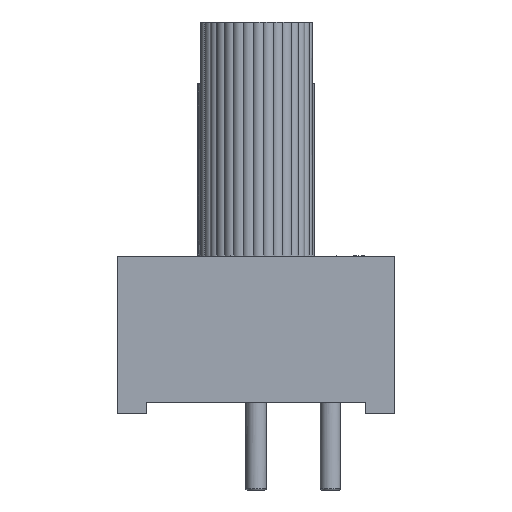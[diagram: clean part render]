
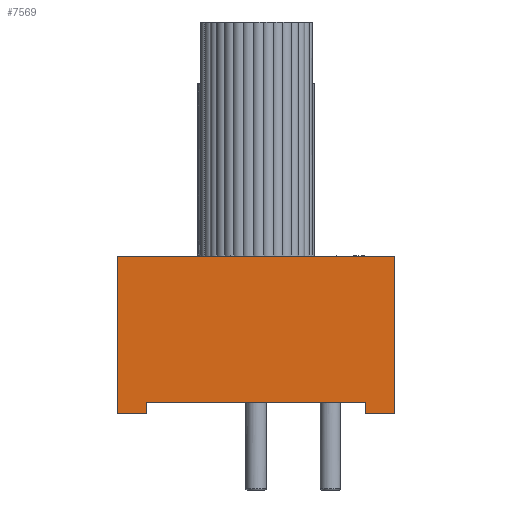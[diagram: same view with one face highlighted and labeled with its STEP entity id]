
A CAD part, left-side view. The second image highlights one B-rep face of the part: STEP entity #7569.
In plain terms, the highlighted free-form (B-spline) face has degree [1, 1] with [2, 2] control points.
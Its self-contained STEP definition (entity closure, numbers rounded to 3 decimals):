
#2695 = VERTEX_POINT('',#2696);
#2696 = CARTESIAN_POINT('',(-5.509,-4.349,0.));
#2701 = EDGE_CURVE('',#2695,#2702,#2704,.T.);
#2702 = VERTEX_POINT('',#2703);
#2703 = CARTESIAN_POINT('',(-5.509,4.349,0.));
#2704 = B_SPLINE_CURVE_WITH_KNOTS('',1,(#2705,#2706),.UNSPECIFIED.,.F.,
  .F.,(2,2),(1.,8.5),.PIECEWISE_BEZIER_KNOTS.);
#2705 = CARTESIAN_POINT('',(-5.509,-4.349,0.));
#2706 = CARTESIAN_POINT('',(-5.509,4.349,0.));
#3188 = EDGE_CURVE('',#3189,#3191,#3193,.T.);
#3189 = VERTEX_POINT('',#3190);
#3190 = CARTESIAN_POINT('',(-5.509,-5.509,
    -0.441));
#3191 = VERTEX_POINT('',#3192);
#3192 = CARTESIAN_POINT('',(-5.509,-5.509,
    5.799));
#3193 = B_SPLINE_CURVE_WITH_KNOTS('',1,(#3194,#3195),.UNSPECIFIED.,.F.,
  .F.,(2,2),(-0.38,5.),.PIECEWISE_BEZIER_KNOTS.);
#3194 = CARTESIAN_POINT('',(-5.509,-5.509,
    -0.441));
#3195 = CARTESIAN_POINT('',(-5.509,-5.509,
    5.799));
#3217 = VERTEX_POINT('',#3218);
#3218 = CARTESIAN_POINT('',(-5.509,5.509,
    5.799));
#3225 = EDGE_CURVE('',#3191,#3217,#3226,.T.);
#3226 = B_SPLINE_CURVE_WITH_KNOTS('',1,(#3227,#3228),.UNSPECIFIED.,.F.,
  .F.,(2,2),(0.,9.5),.PIECEWISE_BEZIER_KNOTS.);
#3227 = CARTESIAN_POINT('',(-5.509,-5.509,
    5.799));
#3228 = CARTESIAN_POINT('',(-5.509,5.509,
    5.799));
#7569 = ADVANCED_FACE('',(#7570),#7606,.T.);
#7570 = FACE_BOUND('',#7571,.T.);
#7571 = EDGE_LOOP('',(#7572,#7573,#7574,#7581,#7588,#7593,#7594,#7601));
#7572 = ORIENTED_EDGE('',*,*,#3188,.T.);
#7573 = ORIENTED_EDGE('',*,*,#3225,.T.);
#7574 = ORIENTED_EDGE('',*,*,#7575,.F.);
#7575 = EDGE_CURVE('',#7576,#3217,#7578,.T.);
#7576 = VERTEX_POINT('',#7577);
#7577 = CARTESIAN_POINT('',(-5.509,5.509,
    -0.441));
#7578 = B_SPLINE_CURVE_WITH_KNOTS('',1,(#7579,#7580),.UNSPECIFIED.,.F.,
  .F.,(2,2),(-0.38,5.),.PIECEWISE_BEZIER_KNOTS.);
#7579 = CARTESIAN_POINT('',(-5.509,5.509,
    -0.441));
#7580 = CARTESIAN_POINT('',(-5.509,5.509,
    5.799));
#7581 = ORIENTED_EDGE('',*,*,#7582,.F.);
#7582 = EDGE_CURVE('',#7583,#7576,#7585,.T.);
#7583 = VERTEX_POINT('',#7584);
#7584 = CARTESIAN_POINT('',(-5.509,4.349,
    -0.441));
#7585 = B_SPLINE_CURVE_WITH_KNOTS('',1,(#7586,#7587),.UNSPECIFIED.,.F.,
  .F.,(2,2),(-1.,0.),.PIECEWISE_BEZIER_KNOTS.);
#7586 = CARTESIAN_POINT('',(-5.509,4.349,
    -0.441));
#7587 = CARTESIAN_POINT('',(-5.509,5.509,
    -0.441));
#7588 = ORIENTED_EDGE('',*,*,#7589,.T.);
#7589 = EDGE_CURVE('',#7583,#2702,#7590,.T.);
#7590 = B_SPLINE_CURVE_WITH_KNOTS('',1,(#7591,#7592),.UNSPECIFIED.,.F.,
  .F.,(2,2),(0.,0.38),.PIECEWISE_BEZIER_KNOTS.);
#7591 = CARTESIAN_POINT('',(-5.509,4.349,
    -0.441));
#7592 = CARTESIAN_POINT('',(-5.509,4.349,0.));
#7593 = ORIENTED_EDGE('',*,*,#2701,.F.);
#7594 = ORIENTED_EDGE('',*,*,#7595,.F.);
#7595 = EDGE_CURVE('',#7596,#2695,#7598,.T.);
#7596 = VERTEX_POINT('',#7597);
#7597 = CARTESIAN_POINT('',(-5.509,-4.349,
    -0.441));
#7598 = B_SPLINE_CURVE_WITH_KNOTS('',1,(#7599,#7600),.UNSPECIFIED.,.F.,
  .F.,(2,2),(0.,0.38),.PIECEWISE_BEZIER_KNOTS.);
#7599 = CARTESIAN_POINT('',(-5.509,-4.349,
    -0.441));
#7600 = CARTESIAN_POINT('',(-5.509,-4.349,0.));
#7601 = ORIENTED_EDGE('',*,*,#7602,.F.);
#7602 = EDGE_CURVE('',#3189,#7596,#7603,.T.);
#7603 = B_SPLINE_CURVE_WITH_KNOTS('',1,(#7604,#7605),.UNSPECIFIED.,.F.,
  .F.,(2,2),(-1.,0.),.PIECEWISE_BEZIER_KNOTS.);
#7604 = CARTESIAN_POINT('',(-5.509,-5.509,
    -0.441));
#7605 = CARTESIAN_POINT('',(-5.509,-4.349,
    -0.441));
#7606 = B_SPLINE_SURFACE_WITH_KNOTS('',1,1,(
    (#7607,#7608)
    ,(#7609,#7610
    )),.UNSPECIFIED.,.F.,.F.,.F.,(2,2),(2,2),(-0.38,5.),(0.,9.5),
  .PIECEWISE_BEZIER_KNOTS.);
#7607 = CARTESIAN_POINT('',(-5.509,-5.509,
    -0.441));
#7608 = CARTESIAN_POINT('',(-5.509,5.509,
    -0.441));
#7609 = CARTESIAN_POINT('',(-5.509,-5.509,
    5.799));
#7610 = CARTESIAN_POINT('',(-5.509,5.509,
    5.799));
